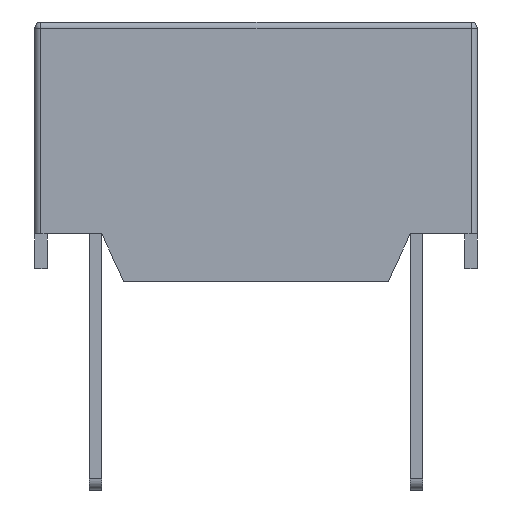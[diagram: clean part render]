
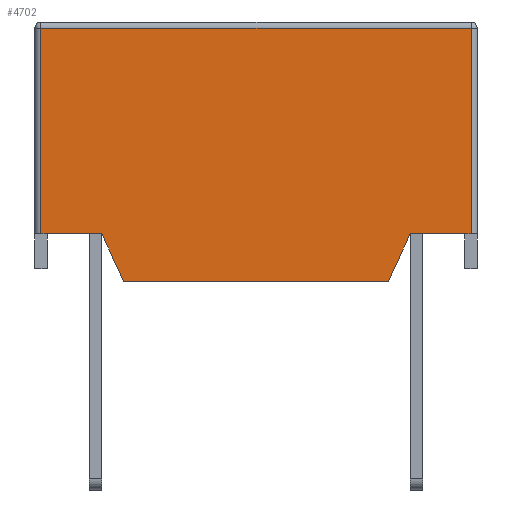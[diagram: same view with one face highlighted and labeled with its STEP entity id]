
A CAD part, left-side view. The second image highlights one B-rep face of the part: STEP entity #4702.
In plain terms, the highlighted planar face has unit normal (-1, 0, 0).
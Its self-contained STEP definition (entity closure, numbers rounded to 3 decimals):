
#580=FACE_OUTER_BOUND('',#860,.T.);
#860=EDGE_LOOP('',(#3466,#3467,#3468,#3469,#3470,#3471,#3472,#3473));
#1204=LINE('',#6411,#1680);
#1269=LINE('',#7080,#1745);
#1270=LINE('',#7083,#1746);
#1271=LINE('',#7085,#1747);
#1272=LINE('',#7087,#1748);
#1273=LINE('',#7089,#1749);
#1274=LINE('',#7090,#1750);
#1275=LINE('',#7091,#1751);
#1680=VECTOR('',#5386,1000.);
#1745=VECTOR('',#5465,1000.);
#1746=VECTOR('',#5468,1000.);
#1747=VECTOR('',#5469,1000.);
#1748=VECTOR('',#5470,1000.);
#1749=VECTOR('',#5471,1000.);
#1750=VECTOR('',#5472,1000.);
#1751=VECTOR('',#5473,1000.);
#2132=VERTEX_POINT('',#6408);
#2133=VERTEX_POINT('',#6410);
#2250=VERTEX_POINT('',#7076);
#2251=VERTEX_POINT('',#7078);
#2252=VERTEX_POINT('',#7082);
#2253=VERTEX_POINT('',#7084);
#2254=VERTEX_POINT('',#7086);
#2255=VERTEX_POINT('',#7088);
#2600=EDGE_CURVE('',#2132,#2133,#1204,.T.);
#2720=EDGE_CURVE('',#2250,#2251,#1269,.T.);
#2721=EDGE_CURVE('',#2250,#2252,#1270,.T.);
#2722=EDGE_CURVE('',#2251,#2253,#1271,.T.);
#2723=EDGE_CURVE('',#2254,#2253,#1272,.T.);
#2724=EDGE_CURVE('',#2255,#2254,#1273,.T.);
#2725=EDGE_CURVE('',#2133,#2255,#1274,.T.);
#2726=EDGE_CURVE('',#2252,#2132,#1275,.T.);
#3466=ORIENTED_EDGE('',*,*,#2721,.F.);
#3467=ORIENTED_EDGE('',*,*,#2720,.T.);
#3468=ORIENTED_EDGE('',*,*,#2722,.T.);
#3469=ORIENTED_EDGE('',*,*,#2723,.F.);
#3470=ORIENTED_EDGE('',*,*,#2724,.F.);
#3471=ORIENTED_EDGE('',*,*,#2725,.F.);
#3472=ORIENTED_EDGE('',*,*,#2600,.F.);
#3473=ORIENTED_EDGE('',*,*,#2726,.F.);
#4549=PLANE('',#4991);
#4702=ADVANCED_FACE('',(#580),#4549,.T.);
#4991=AXIS2_PLACEMENT_3D('',#7081,#5466,#5467);
#5386=DIRECTION('',(0.,1.,0.));
#5465=DIRECTION('',(0.,0.,1.));
#5466=DIRECTION('center_axis',(-1.,0.,0.));
#5467=DIRECTION('ref_axis',(0.,-1.,0.));
#5468=DIRECTION('',(0.,1.,0.));
#5469=DIRECTION('',(0.,1.,0.));
#5470=DIRECTION('',(0.,0.,1.));
#5471=DIRECTION('',(0.,1.,0.));
#5472=DIRECTION('',(0.,0.423,0.906));
#5473=DIRECTION('',(0.,0.423,-0.906));
#6408=CARTESIAN_POINT('',(-5.3,-1.23,-0.86));
#6410=CARTESIAN_POINT('',(-5.3,2.95,-0.86));
#6411=CARTESIAN_POINT('',(-5.3,-2.54,-0.86));
#7076=CARTESIAN_POINT('',(-5.3,-2.54,-0.11));
#7078=CARTESIAN_POINT('',(-5.3,-2.54,3.14));
#7080=CARTESIAN_POINT('',(-5.3,-2.54,-13.563));
#7081=CARTESIAN_POINT('Origin',(-5.3,-2.54,-13.563));
#7082=CARTESIAN_POINT('',(-5.3,-1.58,-0.11));
#7083=CARTESIAN_POINT('',(-5.3,-2.64,-0.11));
#7084=CARTESIAN_POINT('',(-5.3,4.26,3.14));
#7085=CARTESIAN_POINT('',(-5.3,-2.54,3.14));
#7086=CARTESIAN_POINT('',(-5.3,4.26,-0.11));
#7087=CARTESIAN_POINT('',(-5.3,4.26,-13.563));
#7088=CARTESIAN_POINT('',(-5.3,3.3,-0.11));
#7089=CARTESIAN_POINT('',(-5.3,4.36,-0.11));
#7090=CARTESIAN_POINT('',(-5.3,3.3,-0.11));
#7091=CARTESIAN_POINT('',(-5.3,-1.58,-0.11));
